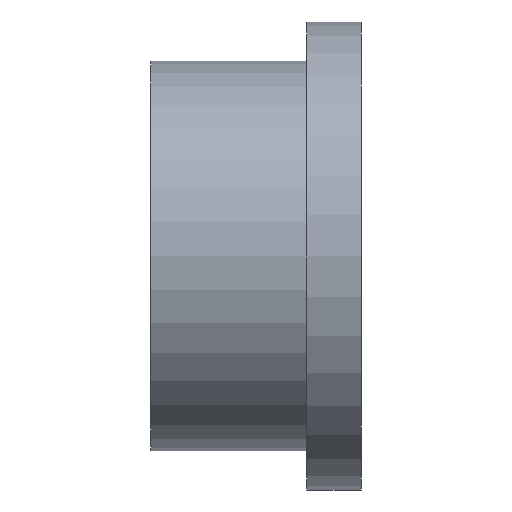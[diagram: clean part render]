
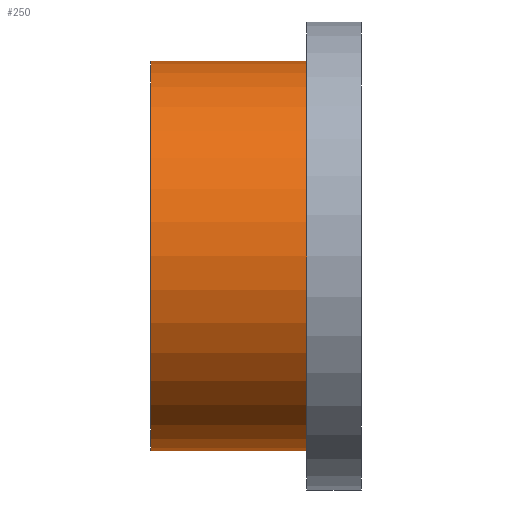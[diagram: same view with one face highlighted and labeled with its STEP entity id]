
A CAD part, front view. The second image highlights one B-rep face of the part: STEP entity #250.
In plain terms, the highlighted cylindrical face has radius 2.5 mm (diameter 5 mm), a partial arc.
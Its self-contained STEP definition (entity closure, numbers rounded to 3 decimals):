
#3 = DIRECTION ( 'NONE',  ( 0., 0., -1. ) ) ;
#7 = EDGE_CURVE ( 'NONE', #124, #140, #253, .T. ) ;
#10 = CARTESIAN_POINT ( 'NONE',  ( -2., 0., 2.5 ) ) ;
#19 = CARTESIAN_POINT ( 'NONE',  ( 0., 0., 0. ) ) ;
#26 = DIRECTION ( 'NONE',  ( 0., 0., -1. ) ) ;
#48 = VERTEX_POINT ( 'NONE', #234 ) ;
#52 = ORIENTED_EDGE ( 'NONE', *, *, #7, .T. ) ;
#57 = ORIENTED_EDGE ( 'NONE', *, *, #260, .F. ) ;
#58 = CARTESIAN_POINT ( 'NONE',  ( -2., 0., -2.5 ) ) ;
#68 = VERTEX_POINT ( 'NONE', #10 ) ;
#85 = DIRECTION ( 'NONE',  ( 1., 0., 0. ) ) ;
#108 = CARTESIAN_POINT ( 'NONE',  ( -2., 0., -2.5 ) ) ;
#114 = DIRECTION ( 'NONE',  ( 1., 0., 0. ) ) ;
#121 = EDGE_LOOP ( 'NONE', ( #57, #276, #52, #238 ) ) ;
#124 = VERTEX_POINT ( 'NONE', #108 ) ;
#125 = AXIS2_PLACEMENT_3D ( 'NONE', #134, #85, #3 ) ;
#134 = CARTESIAN_POINT ( 'NONE',  ( -2., 0., 0. ) ) ;
#135 = VECTOR ( 'NONE', #213, 1000. ) ;
#137 = CARTESIAN_POINT ( 'NONE',  ( -2., 0., 2.5 ) ) ;
#140 = VERTEX_POINT ( 'NONE', #151 ) ;
#151 = CARTESIAN_POINT ( 'NONE',  ( 0., 0., -2.5 ) ) ;
#152 = AXIS2_PLACEMENT_3D ( 'NONE', #226, #114, #26 ) ;
#154 = DIRECTION ( 'NONE',  ( 0., 0., -1. ) ) ;
#175 = VECTOR ( 'NONE', #294, 1000. ) ;
#184 = EDGE_CURVE ( 'NONE', #48, #140, #209, .T. ) ;
#209 = CIRCLE ( 'NONE', #229, 2.5 ) ;
#213 = DIRECTION ( 'NONE',  ( 1., 0., 0. ) ) ;
#226 = CARTESIAN_POINT ( 'NONE',  ( -2., 0., 0. ) ) ;
#229 = AXIS2_PLACEMENT_3D ( 'NONE', #19, #267, #154 ) ;
#234 = CARTESIAN_POINT ( 'NONE',  ( 0., 0., 2.5 ) ) ;
#238 = ORIENTED_EDGE ( 'NONE', *, *, #184, .F. ) ;
#250 = ADVANCED_FACE ( 'NONE', ( #272 ), #270, .T. ) ;
#253 = LINE ( 'NONE', #58, #135 ) ;
#260 = EDGE_CURVE ( 'NONE', #68, #48, #291, .T. ) ;
#267 = DIRECTION ( 'NONE',  ( 1., 0., 0. ) ) ;
#270 = CYLINDRICAL_SURFACE ( 'NONE', #125, 2.5 ) ;
#272 = FACE_OUTER_BOUND ( 'NONE', #121, .T. ) ;
#276 = ORIENTED_EDGE ( 'NONE', *, *, #283, .T. ) ;
#279 = CIRCLE ( 'NONE', #152, 2.5 ) ;
#283 = EDGE_CURVE ( 'NONE', #68, #124, #279, .T. ) ;
#291 = LINE ( 'NONE', #137, #175 ) ;
#294 = DIRECTION ( 'NONE',  ( 1., 0., 0. ) ) ;
